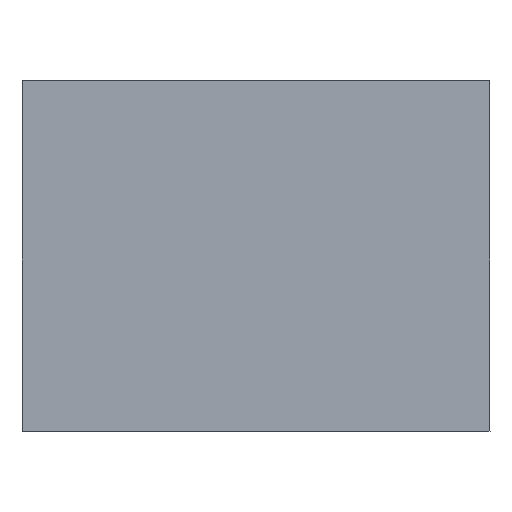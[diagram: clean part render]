
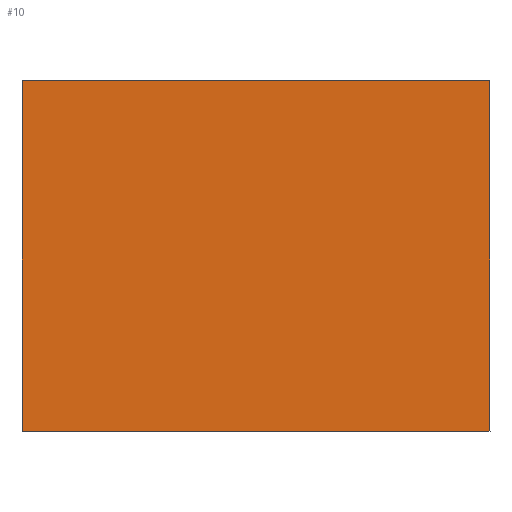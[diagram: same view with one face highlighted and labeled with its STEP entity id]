
A CAD part, top view. The second image highlights one B-rep face of the part: STEP entity #10.
In plain terms, the highlighted planar face has unit normal (0, 0, 1).
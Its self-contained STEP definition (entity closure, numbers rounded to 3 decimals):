
#10 = ADVANCED_FACE ( 'NONE', ( #74 ), #131, .T. ) ;
#15 = CARTESIAN_POINT ( 'NONE',  ( 167.266, 85.626, 2.3 ) ) ;
#18 = EDGE_CURVE ( 'NONE', #120, #100, #39, .T. ) ;
#20 = VECTOR ( 'NONE', #115, 1000. ) ;
#23 = DIRECTION ( 'NONE',  ( 0., 1., 0. ) ) ;
#29 = CARTESIAN_POINT ( 'NONE',  ( 167.23, 160.626, 2.3 ) ) ;
#32 = CARTESIAN_POINT ( 'NONE',  ( 267.23, 160.626, 2.3 ) ) ;
#33 = VERTEX_POINT ( 'NONE', #144 ) ;
#35 = EDGE_CURVE ( 'NONE', #185, #120, #98, .T. ) ;
#39 = LINE ( 'NONE', #42, #155 ) ;
#42 = CARTESIAN_POINT ( 'NONE',  ( 167.23, 160.626, 2.3 ) ) ;
#53 = ORIENTED_EDGE ( 'NONE', *, *, #18, .T. ) ;
#74 = FACE_OUTER_BOUND ( 'NONE', #174, .T. ) ;
#81 = CARTESIAN_POINT ( 'NONE',  ( 267.23, 160.626, 2.3 ) ) ;
#86 = CARTESIAN_POINT ( 'NONE',  ( 167.23, 160.626, 2.3 ) ) ;
#92 = LINE ( 'NONE', #29, #20 ) ;
#98 = LINE ( 'NONE', #81, #196 ) ;
#100 = VERTEX_POINT ( 'NONE', #86 ) ;
#101 = VECTOR ( 'NONE', #134, 1000. ) ;
#104 = DIRECTION ( 'NONE',  ( 0., 0., 1. ) ) ;
#115 = DIRECTION ( 'NONE',  ( 0., -1., 0. ) ) ;
#119 = CARTESIAN_POINT ( 'NONE',  ( 267.263, 85.626, 2.3 ) ) ;
#120 = VERTEX_POINT ( 'NONE', #32 ) ;
#127 = CARTESIAN_POINT ( 'NONE',  ( 0., 0., 2.3 ) ) ;
#131 = PLANE ( 'NONE',  #198 ) ;
#134 = DIRECTION ( 'NONE',  ( 1., 0., 0. ) ) ;
#137 = ORIENTED_EDGE ( 'NONE', *, *, #145, .T. ) ;
#144 = CARTESIAN_POINT ( 'NONE',  ( 167.266, 85.626, 2.3 ) ) ;
#145 = EDGE_CURVE ( 'NONE', #100, #33, #92, .T. ) ;
#147 = ORIENTED_EDGE ( 'NONE', *, *, #35, .T. ) ;
#152 = LINE ( 'NONE', #15, #101 ) ;
#155 = VECTOR ( 'NONE', #175, 1000. ) ;
#163 = DIRECTION ( 'NONE',  ( 1., 0., 0. ) ) ;
#167 = EDGE_CURVE ( 'NONE', #33, #185, #152, .T. ) ;
#168 = ORIENTED_EDGE ( 'NONE', *, *, #167, .T. ) ;
#174 = EDGE_LOOP ( 'NONE', ( #137, #168, #147, #53 ) ) ;
#175 = DIRECTION ( 'NONE',  ( -1., 0., 0. ) ) ;
#185 = VERTEX_POINT ( 'NONE', #119 ) ;
#196 = VECTOR ( 'NONE', #23, 1000. ) ;
#198 = AXIS2_PLACEMENT_3D ( 'NONE', #127, #104, #163 ) ;
